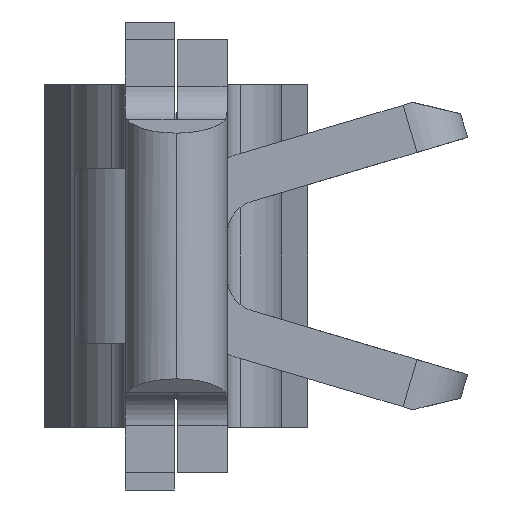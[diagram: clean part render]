
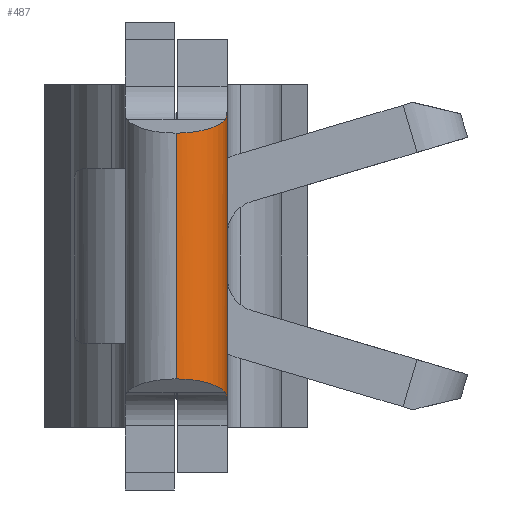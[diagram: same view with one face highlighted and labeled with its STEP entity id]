
A CAD part, left-side view. The second image highlights one B-rep face of the part: STEP entity #487.
In plain terms, the highlighted cylindrical face has radius 0.737 mm (diameter 1.473 mm), a partial arc.
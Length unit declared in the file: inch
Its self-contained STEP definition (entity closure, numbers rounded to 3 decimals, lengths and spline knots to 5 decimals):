
#77 = CARTESIAN_POINT ( 'NONE',  ( -1.10316, -0.0281, 0.07795 ) ) ;
#168 = CARTESIAN_POINT ( 'NONE',  ( -1.125, -0.0138, -0.07 ) ) ;
#250 = VECTOR ( 'NONE', #6660, 39.37008 ) ;
#487 = ADVANCED_FACE ( 'NONE', ( #6594 ), #2465, .T. ) ;
#518 = VERTEX_POINT ( 'NONE', #1446 ) ;
#697 = CARTESIAN_POINT ( 'NONE',  ( -1.096, -0.029, -0.08246 ) ) ;
#717 = CARTESIAN_POINT ( 'NONE',  ( -1.096, -0.029, 0.12325 ) ) ;
#901 =( BOUNDED_CURVE ( )  B_SPLINE_CURVE ( 3, ( #3735, #168, #5318, #2217 ),
 .UNSPECIFIED., .F., .F. ) 
 B_SPLINE_CURVE_WITH_KNOTS ( ( 4, 4 ),
 ( 3.14159, 4.46293 ),
 .UNSPECIFIED. ) 
 CURVE ( )  GEOMETRIC_REPRESENTATION_ITEM ( )  RATIONAL_B_SPLINE_CURVE ( ( 1., 0.86, 0.86, 1. ) ) 
 REPRESENTATION_ITEM ( '' )  );
#988 = ORIENTED_EDGE ( 'NONE', *, *, #3258, .T. ) ;
#1010 = CARTESIAN_POINT ( 'NONE',  ( -1.10316, -0.0281, 0.07795 ) ) ;
#1251 =( BOUNDED_CURVE ( )  B_SPLINE_CURVE ( 3, ( #4050, #6638, #4580, #1500 ),
 .UNSPECIFIED., .F., .F. ) 
 B_SPLINE_CURVE_WITH_KNOTS ( ( 4, 4 ),
 ( 4.96185, 6.28319 ),
 .UNSPECIFIED. ) 
 CURVE ( )  GEOMETRIC_REPRESENTATION_ITEM ( )  RATIONAL_B_SPLINE_CURVE ( ( 1., 0.86, 0.86, 1. ) ) 
 REPRESENTATION_ITEM ( '' )  );
#1446 = CARTESIAN_POINT ( 'NONE',  ( -1.125, 0., 0.07 ) ) ;
#1500 = CARTESIAN_POINT ( 'NONE',  ( -1.125, 0., 0.07 ) ) ;
#1544 = EDGE_CURVE ( 'NONE', #2819, #2683, #5869, .T. ) ;
#1669 = CARTESIAN_POINT ( 'NONE',  ( -1.096, -0.029, 0.08246 ) ) ;
#1987 = CARTESIAN_POINT ( 'NONE',  ( -1.10316, -0.0281, -0.07795 ) ) ;
#2098 = B_SPLINE_CURVE_WITH_KNOTS ( 'NONE', 3,
 ( #2220, #6353, #3756, #697 ),
 .UNSPECIFIED., .F., .F.,
 ( 4, 4 ),
 ( 0., 0.00022 ),
 .UNSPECIFIED. ) ;
#2113 = CARTESIAN_POINT ( 'NONE',  ( -1.09806, -0.029, 0.08044 ) ) ;
#2217 = CARTESIAN_POINT ( 'NONE',  ( -1.10316, -0.0281, -0.07795 ) ) ;
#2220 = CARTESIAN_POINT ( 'NONE',  ( -1.10316, -0.0281, -0.07795 ) ) ;
#2261 = DIRECTION ( 'NONE',  ( 0., 0., -1. ) ) ;
#2267 = LINE ( 'NONE', #717, #5012 ) ;
#2342 = VERTEX_POINT ( 'NONE', #1987 ) ;
#2465 = CYLINDRICAL_SURFACE ( 'NONE', #5703, 0.029 ) ;
#2628 = CARTESIAN_POINT ( 'NONE',  ( -1.125, 0., -0.07 ) ) ;
#2674 = CARTESIAN_POINT ( 'NONE',  ( -1.096, -0.029, -0.08246 ) ) ;
#2683 = VERTEX_POINT ( 'NONE', #1010 ) ;
#2819 = VERTEX_POINT ( 'NONE', #1669 ) ;
#2868 = EDGE_CURVE ( 'NONE', #3225, #2342, #901, .T. ) ;
#3093 = ORIENTED_EDGE ( 'NONE', *, *, #5203, .T. ) ;
#3135 = CARTESIAN_POINT ( 'NONE',  ( -1.10052, -0.02877, 0.07891 ) ) ;
#3225 = VERTEX_POINT ( 'NONE', #2628 ) ;
#3258 = EDGE_CURVE ( 'NONE', #2683, #518, #1251, .T. ) ;
#3491 = DIRECTION ( 'NONE',  ( 0., 0., -1. ) ) ;
#3519 = CARTESIAN_POINT ( 'NONE',  ( -1.096, 0., 0.12325 ) ) ;
#3735 = CARTESIAN_POINT ( 'NONE',  ( -1.125, 0., -0.07 ) ) ;
#3756 = CARTESIAN_POINT ( 'NONE',  ( -1.09806, -0.029, -0.08044 ) ) ;
#4050 = CARTESIAN_POINT ( 'NONE',  ( -1.10316, -0.0281, 0.07795 ) ) ;
#4165 = ORIENTED_EDGE ( 'NONE', *, *, #6602, .T. ) ;
#4331 = LINE ( 'NONE', #6178, #250 ) ;
#4580 = CARTESIAN_POINT ( 'NONE',  ( -1.125, -0.0138, 0.07 ) ) ;
#4604 = ORIENTED_EDGE ( 'NONE', *, *, #5268, .F. ) ;
#5012 = VECTOR ( 'NONE', #2261, 39.37008 ) ;
#5045 = DIRECTION ( 'NONE',  ( -1., 0., 0. ) ) ;
#5095 = VERTEX_POINT ( 'NONE', #2674 ) ;
#5203 = EDGE_CURVE ( 'NONE', #2342, #5095, #2098, .T. ) ;
#5213 = CARTESIAN_POINT ( 'NONE',  ( -1.096, -0.029, 0.08246 ) ) ;
#5268 = EDGE_CURVE ( 'NONE', #2819, #5095, #2267, .T. ) ;
#5312 = EDGE_LOOP ( 'NONE', ( #988, #4165, #6514, #3093, #4604, #6604 ) ) ;
#5318 = CARTESIAN_POINT ( 'NONE',  ( -1.11653, -0.0247, -0.07308 ) ) ;
#5703 = AXIS2_PLACEMENT_3D ( 'NONE', #3519, #3491, #5045 ) ;
#5869 = B_SPLINE_CURVE_WITH_KNOTS ( 'NONE', 3,
 ( #5213, #2113, #3135, #77 ),
 .UNSPECIFIED., .F., .F.,
 ( 4, 4 ),
 ( 0., 0.00022 ),
 .UNSPECIFIED. ) ;
#6178 = CARTESIAN_POINT ( 'NONE',  ( -1.125, 0., 0.12325 ) ) ;
#6353 = CARTESIAN_POINT ( 'NONE',  ( -1.10052, -0.02877, -0.07891 ) ) ;
#6514 = ORIENTED_EDGE ( 'NONE', *, *, #2868, .T. ) ;
#6594 = FACE_OUTER_BOUND ( 'NONE', #5312, .T. ) ;
#6602 = EDGE_CURVE ( 'NONE', #518, #3225, #4331, .T. ) ;
#6604 = ORIENTED_EDGE ( 'NONE', *, *, #1544, .T. ) ;
#6638 = CARTESIAN_POINT ( 'NONE',  ( -1.11653, -0.0247, 0.07308 ) ) ;
#6660 = DIRECTION ( 'NONE',  ( 0., 0., -1. ) ) ;
